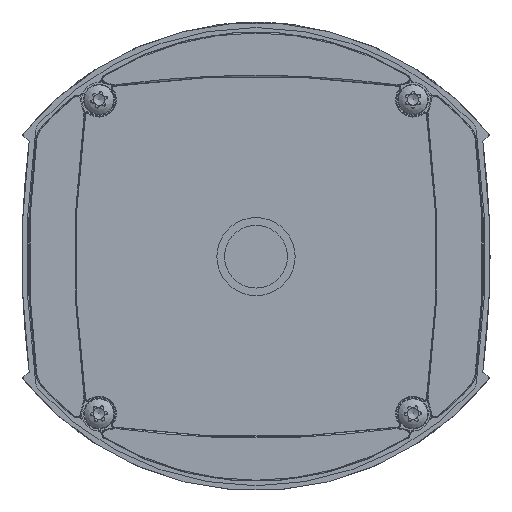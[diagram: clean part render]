
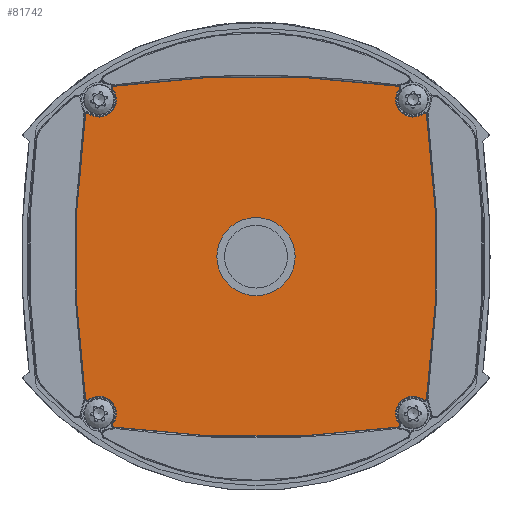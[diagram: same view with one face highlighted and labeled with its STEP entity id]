
A CAD part, front view. The second image highlights one B-rep face of the part: STEP entity #81742.
In plain terms, the highlighted planar face has unit normal (0, -1, 0).
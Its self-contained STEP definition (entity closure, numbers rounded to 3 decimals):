
#16880=PLANE('',#87645);
#17685=FACE_BOUND('',#27327,.T.);
#22590=FACE_OUTER_BOUND('',#27326,.T.);
#27326=EDGE_LOOP('',(#67622,#67623,#67624,#67625,#67626,#67627,#67628,#67629,
#67630,#67631,#67632,#67633,#67634,#67635,#67636,#67637));
#27327=EDGE_LOOP('',(#67638));
#30725=CIRCLE('',#87523,2.832);
#30729=CIRCLE('',#87529,0.3);
#30731=CIRCLE('',#87532,167.768);
#30735=CIRCLE('',#87538,0.3);
#30739=CIRCLE('',#87544,2.832);
#30741=CIRCLE('',#87547,0.3);
#30745=CIRCLE('',#87553,0.3);
#30747=CIRCLE('',#87556,167.768);
#30749=CIRCLE('',#87559,2.832);
#30751=CIRCLE('',#87562,0.3);
#30753=CIRCLE('',#87565,167.768);
#30755=CIRCLE('',#87568,0.3);
#30757=CIRCLE('',#87571,2.832);
#30759=CIRCLE('',#87574,0.3);
#30761=CIRCLE('',#87577,167.768);
#30763=CIRCLE('',#87580,0.3);
#30802=CIRCLE('',#87646,6.35);
#37495=VERTEX_POINT('',#139885);
#37496=VERTEX_POINT('',#139887);
#37499=VERTEX_POINT('',#139911);
#37501=VERTEX_POINT('',#139917);
#37506=VERTEX_POINT('',#139944);
#37510=VERTEX_POINT('',#139956);
#37513=VERTEX_POINT('',#139963);
#37514=VERTEX_POINT('',#139965);
#37517=VERTEX_POINT('',#139989);
#37519=VERTEX_POINT('',#139998);
#37521=VERTEX_POINT('',#140004);
#37523=VERTEX_POINT('',#140010);
#37525=VERTEX_POINT('',#140016);
#37527=VERTEX_POINT('',#140022);
#37529=VERTEX_POINT('',#140028);
#37531=VERTEX_POINT('',#140034);
#37559=VERTEX_POINT('',#141098);
#47844=EDGE_CURVE('',#37496,#37495,#30725,.T.);
#47851=EDGE_CURVE('',#37495,#37499,#30729,.T.);
#47854=EDGE_CURVE('',#37499,#37501,#30731,.T.);
#47861=EDGE_CURVE('',#37501,#37506,#30735,.T.);
#47867=EDGE_CURVE('',#37506,#37510,#30739,.T.);
#47870=EDGE_CURVE('',#37514,#37513,#30741,.T.);
#47877=EDGE_CURVE('',#37510,#37517,#30745,.T.);
#47879=EDGE_CURVE('',#37517,#37514,#30747,.T.);
#47882=EDGE_CURVE('',#37513,#37519,#30749,.T.);
#47885=EDGE_CURVE('',#37519,#37521,#30751,.T.);
#47888=EDGE_CURVE('',#37521,#37523,#30753,.T.);
#47891=EDGE_CURVE('',#37523,#37525,#30755,.T.);
#47894=EDGE_CURVE('',#37525,#37527,#30757,.T.);
#47897=EDGE_CURVE('',#37527,#37529,#30759,.T.);
#47900=EDGE_CURVE('',#37529,#37531,#30761,.T.);
#47902=EDGE_CURVE('',#37531,#37496,#30763,.T.);
#47974=EDGE_CURVE('',#37559,#37559,#30802,.T.);
#67622=ORIENTED_EDGE('',*,*,#47879,.T.);
#67623=ORIENTED_EDGE('',*,*,#47870,.T.);
#67624=ORIENTED_EDGE('',*,*,#47882,.T.);
#67625=ORIENTED_EDGE('',*,*,#47885,.T.);
#67626=ORIENTED_EDGE('',*,*,#47888,.T.);
#67627=ORIENTED_EDGE('',*,*,#47891,.T.);
#67628=ORIENTED_EDGE('',*,*,#47894,.T.);
#67629=ORIENTED_EDGE('',*,*,#47897,.T.);
#67630=ORIENTED_EDGE('',*,*,#47900,.T.);
#67631=ORIENTED_EDGE('',*,*,#47902,.T.);
#67632=ORIENTED_EDGE('',*,*,#47844,.T.);
#67633=ORIENTED_EDGE('',*,*,#47851,.T.);
#67634=ORIENTED_EDGE('',*,*,#47854,.T.);
#67635=ORIENTED_EDGE('',*,*,#47861,.T.);
#67636=ORIENTED_EDGE('',*,*,#47867,.T.);
#67637=ORIENTED_EDGE('',*,*,#47877,.T.);
#67638=ORIENTED_EDGE('',*,*,#47974,.F.);
#81742=ADVANCED_FACE('',(#22590,#17685),#16880,.T.);
#87523=AXIS2_PLACEMENT_3D('',#139888,#103800,#103801);
#87529=AXIS2_PLACEMENT_3D('',#139913,#103814,#103815);
#87532=AXIS2_PLACEMENT_3D('',#139919,#103821,#103822);
#87538=AXIS2_PLACEMENT_3D('',#139946,#103835,#103836);
#87544=AXIS2_PLACEMENT_3D('',#139958,#103849,#103850);
#87547=AXIS2_PLACEMENT_3D('',#139966,#103856,#103857);
#87553=AXIS2_PLACEMENT_3D('',#139991,#103870,#103871);
#87556=AXIS2_PLACEMENT_3D('',#139994,#103876,#103877);
#87559=AXIS2_PLACEMENT_3D('',#140000,#103883,#103884);
#87562=AXIS2_PLACEMENT_3D('',#140006,#103890,#103891);
#87565=AXIS2_PLACEMENT_3D('',#140012,#103897,#103898);
#87568=AXIS2_PLACEMENT_3D('',#140018,#103904,#103905);
#87571=AXIS2_PLACEMENT_3D('',#140024,#103911,#103912);
#87574=AXIS2_PLACEMENT_3D('',#140030,#103918,#103919);
#87577=AXIS2_PLACEMENT_3D('',#140036,#103925,#103926);
#87580=AXIS2_PLACEMENT_3D('',#140039,#103931,#103932);
#87645=AXIS2_PLACEMENT_3D('',#141097,#104070,#104071);
#87646=AXIS2_PLACEMENT_3D('',#141099,#104072,#104073);
#103800=DIRECTION('center_axis',(0.,1.,0.));
#103801=DIRECTION('ref_axis',(-0.8,0.,
0.601));
#103814=DIRECTION('center_axis',(0.,-1.,0.));
#103815=DIRECTION('ref_axis',(-0.923,0.,-0.384));
#103821=DIRECTION('center_axis',(0.,-1.,0.));
#103822=DIRECTION('ref_axis',(-0.137,0.,-0.991));
#103835=DIRECTION('center_axis',(0.,-1.,0.));
#103836=DIRECTION('ref_axis',(0.923,0.,-0.384));
#103849=DIRECTION('center_axis',(0.,1.,0.));
#103850=DIRECTION('ref_axis',(-0.601,0.,-0.8));
#103856=DIRECTION('center_axis',(0.,-1.,0.));
#103857=DIRECTION('ref_axis',(0.384,0.,0.923));
#103870=DIRECTION('center_axis',(0.,-1.,0.));
#103871=DIRECTION('ref_axis',(0.384,0.,-0.923));
#103876=DIRECTION('center_axis',(0.,-1.,0.));
#103877=DIRECTION('ref_axis',(0.991,0.,-0.137));
#103883=DIRECTION('center_axis',(0.,1.,0.));
#103884=DIRECTION('ref_axis',(0.8,0.,-0.601));
#103890=DIRECTION('center_axis',(0.,-1.,0.));
#103891=DIRECTION('ref_axis',(0.923,0.,0.384));
#103897=DIRECTION('center_axis',(0.,-1.,0.));
#103898=DIRECTION('ref_axis',(0.137,0.,0.991));
#103904=DIRECTION('center_axis',(0.,-1.,0.));
#103905=DIRECTION('ref_axis',(-0.923,0.,0.384));
#103911=DIRECTION('center_axis',(0.,1.,0.));
#103912=DIRECTION('ref_axis',(0.601,0.,0.8));
#103918=DIRECTION('center_axis',(0.,-1.,0.));
#103919=DIRECTION('ref_axis',(-0.384,0.,
0.923));
#103925=DIRECTION('center_axis',(0.,-1.,0.));
#103926=DIRECTION('ref_axis',(-0.991,0.,0.137));
#103931=DIRECTION('center_axis',(0.,-1.,0.));
#103932=DIRECTION('ref_axis',(-0.384,0.,-0.923));
#104070=DIRECTION('center_axis',(0.,-1.,0.));
#104071=DIRECTION('ref_axis',(0.,0.,
1.));
#104072=DIRECTION('center_axis',(0.,-1.,0.));
#104073=DIRECTION('ref_axis',(-1.,0.,0.));
#139885=CARTESIAN_POINT('',(-23.235,86.962,-27.201));
#139887=CARTESIAN_POINT('',(-27.201,86.962,-23.235));
#139888=CARTESIAN_POINT('Origin',(-25.5,86.962,-25.5));
#139911=CARTESIAN_POINT('',(-23.037,86.962,-27.678));
#139913=CARTESIAN_POINT('Origin',(-22.996,86.962,-27.381));
#139917=CARTESIAN_POINT('',(23.037,86.962,-27.678));
#139919=CARTESIAN_POINT('Origin',(0.,86.962,
138.5));
#139944=CARTESIAN_POINT('',(23.235,86.962,-27.201));
#139946=CARTESIAN_POINT('Origin',(22.996,86.962,-27.381));
#139956=CARTESIAN_POINT('',(27.201,86.962,-23.235));
#139958=CARTESIAN_POINT('Origin',(25.5,86.962,-25.5));
#139963=CARTESIAN_POINT('',(27.201,86.962,23.235));
#139965=CARTESIAN_POINT('',(27.678,86.962,23.037));
#139966=CARTESIAN_POINT('Origin',(27.381,86.962,22.996));
#139989=CARTESIAN_POINT('',(27.678,86.962,-23.037));
#139991=CARTESIAN_POINT('Origin',(27.381,86.962,-22.996));
#139994=CARTESIAN_POINT('Origin',(-138.5,86.962,0.));
#139998=CARTESIAN_POINT('',(23.235,86.962,27.201));
#140000=CARTESIAN_POINT('Origin',(25.5,86.962,25.5));
#140004=CARTESIAN_POINT('',(23.037,86.962,27.678));
#140006=CARTESIAN_POINT('Origin',(22.996,86.962,27.381));
#140010=CARTESIAN_POINT('',(-23.037,86.962,27.678));
#140012=CARTESIAN_POINT('Origin',(0.,86.962,
-138.5));
#140016=CARTESIAN_POINT('',(-23.235,86.962,27.201));
#140018=CARTESIAN_POINT('Origin',(-22.996,86.962,27.381));
#140022=CARTESIAN_POINT('',(-27.201,86.962,23.235));
#140024=CARTESIAN_POINT('Origin',(-25.5,86.962,25.5));
#140028=CARTESIAN_POINT('',(-27.678,86.962,23.037));
#140030=CARTESIAN_POINT('Origin',(-27.381,86.962,22.996));
#140034=CARTESIAN_POINT('',(-27.678,86.962,-23.037));
#140036=CARTESIAN_POINT('Origin',(138.5,86.962,0.));
#140039=CARTESIAN_POINT('Origin',(-27.381,86.962,-22.996));
#141097=CARTESIAN_POINT('Origin',(0.,86.962,
0.));
#141098=CARTESIAN_POINT('',(6.35,86.962,0.));
#141099=CARTESIAN_POINT('Origin',(0.,86.962,
0.));
